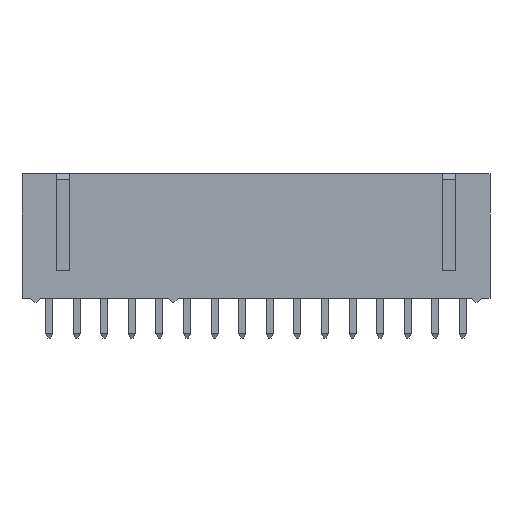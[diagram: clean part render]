
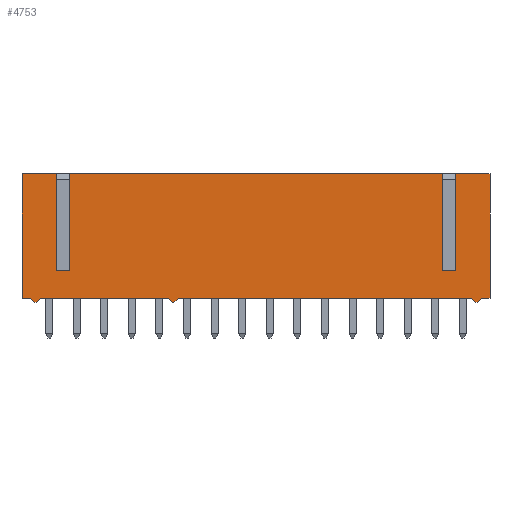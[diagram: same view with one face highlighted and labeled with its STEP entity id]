
A CAD part, front view. The second image highlights one B-rep face of the part: STEP entity #4753.
In plain terms, the highlighted planar face has unit normal (0, -1, 0).
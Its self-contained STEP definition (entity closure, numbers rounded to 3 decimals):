
#9=DIRECTION('',(1.,0.,0.));
#10=VECTOR('',#9,3.135);
#11=CARTESIAN_POINT('',(-21.55,-2.55,0.));
#12=LINE('',#11,#10);
#73=DIRECTION('',(1.,0.,0.));
#74=VECTOR('',#73,3.135);
#75=CARTESIAN_POINT('',(18.415,-2.55,0.));
#76=LINE('',#75,#74);
#121=DIRECTION('',(1.,0.,0.));
#122=VECTOR('',#121,34.29);
#123=CARTESIAN_POINT('',(-17.145,-2.55,0.));
#124=LINE('',#123,#122);
#233=DIRECTION('',(-0.707,0.,-0.707));
#234=VECTOR('',#233,0.537);
#235=CARTESIAN_POINT('',(-19.875,-2.55,-11.43));
#236=LINE('',#235,#234);
#237=DIRECTION('',(-1.,0.,0.));
#238=VECTOR('',#237,0.13);
#239=CARTESIAN_POINT('',(-20.255,-2.55,-11.81));
#240=LINE('',#239,#238);
#241=DIRECTION('',(-0.707,0.,0.707));
#242=VECTOR('',#241,0.537);
#243=CARTESIAN_POINT('',(-20.385,-2.55,-11.81));
#244=LINE('',#243,#242);
#245=DIRECTION('',(0.,0.,-1.));
#246=VECTOR('',#245,11.43);
#247=CARTESIAN_POINT('',(-21.55,-2.55,0.));
#248=LINE('',#247,#246);
#249=DIRECTION('',(0.,0.,-1.));
#250=VECTOR('',#249,8.89);
#251=CARTESIAN_POINT('',(-18.415,-2.55,0.));
#252=LINE('',#251,#250);
#253=DIRECTION('',(1.,0.,0.));
#254=VECTOR('',#253,1.27);
#255=CARTESIAN_POINT('',(-18.415,-2.55,-8.89));
#256=LINE('',#255,#254);
#257=DIRECTION('',(0.,0.,-1.));
#258=VECTOR('',#257,8.89);
#259=CARTESIAN_POINT('',(-17.145,-2.55,0.));
#260=LINE('',#259,#258);
#261=DIRECTION('',(0.,0.,-1.));
#262=VECTOR('',#261,8.89);
#263=CARTESIAN_POINT('',(17.145,-2.55,0.));
#264=LINE('',#263,#262);
#265=DIRECTION('',(1.,0.,0.));
#266=VECTOR('',#265,1.27);
#267=CARTESIAN_POINT('',(17.145,-2.55,-8.89));
#268=LINE('',#267,#266);
#269=DIRECTION('',(0.,0.,-1.));
#270=VECTOR('',#269,8.89);
#271=CARTESIAN_POINT('',(18.415,-2.55,0.));
#272=LINE('',#271,#270);
#273=DIRECTION('',(-0.707,0.,-0.707));
#274=VECTOR('',#273,0.537);
#275=CARTESIAN_POINT('',(20.765,-2.55,-11.43));
#276=LINE('',#275,#274);
#277=DIRECTION('',(-1.,0.,0.));
#278=VECTOR('',#277,0.13);
#279=CARTESIAN_POINT('',(20.385,-2.55,-11.81));
#280=LINE('',#279,#278);
#281=DIRECTION('',(-0.707,0.,0.707));
#282=VECTOR('',#281,0.537);
#283=CARTESIAN_POINT('',(20.255,-2.55,-11.81));
#284=LINE('',#283,#282);
#285=DIRECTION('',(-0.707,0.,-0.707));
#286=VECTOR('',#285,0.537);
#287=CARTESIAN_POINT('',(-7.175,-2.55,-11.43));
#288=LINE('',#287,#286);
#289=DIRECTION('',(-1.,0.,0.));
#290=VECTOR('',#289,0.13);
#291=CARTESIAN_POINT('',(-7.555,-2.55,-11.81));
#292=LINE('',#291,#290);
#293=DIRECTION('',(-0.707,0.,0.707));
#294=VECTOR('',#293,0.537);
#295=CARTESIAN_POINT('',(-7.685,-2.55,-11.81));
#296=LINE('',#295,#294);
#301=DIRECTION('',(1.,0.,0.));
#302=VECTOR('',#301,0.785);
#303=CARTESIAN_POINT('',(20.765,-2.55,-11.43));
#304=LINE('',#303,#302);
#333=DIRECTION('',(1.,0.,0.));
#334=VECTOR('',#333,27.05);
#335=CARTESIAN_POINT('',(-7.175,-2.55,-11.43));
#336=LINE('',#335,#334);
#349=DIRECTION('',(1.,0.,0.));
#350=VECTOR('',#349,11.81);
#351=CARTESIAN_POINT('',(-19.875,-2.55,-11.43));
#352=LINE('',#351,#350);
#389=DIRECTION('',(1.,0.,0.));
#390=VECTOR('',#389,0.785);
#391=CARTESIAN_POINT('',(-21.55,-2.55,-11.43));
#392=LINE('',#391,#390);
#777=DIRECTION('',(0.,0.,-1.));
#778=VECTOR('',#777,11.43);
#779=CARTESIAN_POINT('',(21.55,-2.55,0.));
#780=LINE('',#779,#778);
#3354=CARTESIAN_POINT('',(-21.55,-2.55,0.));
#3356=VERTEX_POINT('',#3354);
#3362=CARTESIAN_POINT('',(-21.55,-2.55,-11.43));
#3364=VERTEX_POINT('',#3362);
#3377=CARTESIAN_POINT('',(21.55,-2.55,0.));
#3379=VERTEX_POINT('',#3377);
#3393=CARTESIAN_POINT('',(21.55,-2.55,-11.43));
#3395=VERTEX_POINT('',#3393);
#3441=CARTESIAN_POINT('',(-18.415,-2.55,-8.89));
#3442=CARTESIAN_POINT('',(-17.145,-2.55,-8.89));
#3443=VERTEX_POINT('',#3441);
#3444=VERTEX_POINT('',#3442);
#3445=CARTESIAN_POINT('',(17.145,-2.55,-8.89));
#3446=CARTESIAN_POINT('',(18.415,-2.55,-8.89));
#3447=VERTEX_POINT('',#3445);
#3448=VERTEX_POINT('',#3446);
#3449=CARTESIAN_POINT('',(-18.415,-2.55,0.));
#3450=VERTEX_POINT('',#3449);
#3451=CARTESIAN_POINT('',(-17.145,-2.55,0.));
#3452=VERTEX_POINT('',#3451);
#3453=CARTESIAN_POINT('',(17.145,-2.55,0.));
#3454=VERTEX_POINT('',#3453);
#3455=CARTESIAN_POINT('',(18.415,-2.55,0.));
#3456=VERTEX_POINT('',#3455);
#3553=CARTESIAN_POINT('',(20.385,-2.55,-11.81));
#3554=CARTESIAN_POINT('',(20.255,-2.55,-11.81));
#3555=VERTEX_POINT('',#3553);
#3556=VERTEX_POINT('',#3554);
#3557=CARTESIAN_POINT('',(20.765,-2.55,-11.43));
#3559=VERTEX_POINT('',#3557);
#3561=CARTESIAN_POINT('',(19.875,-2.55,-11.43));
#3563=VERTEX_POINT('',#3561);
#3569=CARTESIAN_POINT('',(-7.555,-2.55,-11.81));
#3570=CARTESIAN_POINT('',(-7.685,-2.55,-11.81));
#3571=VERTEX_POINT('',#3569);
#3572=VERTEX_POINT('',#3570);
#3577=CARTESIAN_POINT('',(-7.175,-2.55,-11.43));
#3578=VERTEX_POINT('',#3577);
#3579=CARTESIAN_POINT('',(-8.065,-2.55,-11.43));
#3580=VERTEX_POINT('',#3579);
#3585=CARTESIAN_POINT('',(-20.255,-2.55,-11.81));
#3586=CARTESIAN_POINT('',(-20.385,-2.55,-11.81));
#3587=VERTEX_POINT('',#3585);
#3588=VERTEX_POINT('',#3586);
#3593=CARTESIAN_POINT('',(-19.875,-2.55,-11.43));
#3594=VERTEX_POINT('',#3593);
#3595=CARTESIAN_POINT('',(-20.765,-2.55,-11.43));
#3596=VERTEX_POINT('',#3595);
#4703=CARTESIAN_POINT('',(-21.55,-2.55,0.));
#4704=DIRECTION('',(0.,-1.,0.));
#4705=DIRECTION('',(1.,0.,0.));
#4706=AXIS2_PLACEMENT_3D('',#4703,#4704,#4705);
#4707=PLANE('',#4706);
#4709=ORIENTED_EDGE('',*,*,#4708,.F.);
#4711=ORIENTED_EDGE('',*,*,#4710,.T.);
#4713=ORIENTED_EDGE('',*,*,#4712,.T.);
#4715=ORIENTED_EDGE('',*,*,#4714,.T.);
#4717=ORIENTED_EDGE('',*,*,#4716,.F.);
#4719=ORIENTED_EDGE('',*,*,#4718,.F.);
#4720=ORIENTED_EDGE('',*,*,#4386,.T.);
#4721=ORIENTED_EDGE('',*,*,#4482,.T.);
#4723=ORIENTED_EDGE('',*,*,#4722,.T.);
#4725=ORIENTED_EDGE('',*,*,#4724,.F.);
#4726=ORIENTED_EDGE('',*,*,#4450,.T.);
#4728=ORIENTED_EDGE('',*,*,#4727,.T.);
#4730=ORIENTED_EDGE('',*,*,#4729,.T.);
#4731=ORIENTED_EDGE('',*,*,#4694,.F.);
#4732=ORIENTED_EDGE('',*,*,#4418,.T.);
#4734=ORIENTED_EDGE('',*,*,#4733,.T.);
#4736=ORIENTED_EDGE('',*,*,#4735,.F.);
#4738=ORIENTED_EDGE('',*,*,#4737,.T.);
#4740=ORIENTED_EDGE('',*,*,#4739,.T.);
#4742=ORIENTED_EDGE('',*,*,#4741,.T.);
#4744=ORIENTED_EDGE('',*,*,#4743,.F.);
#4746=ORIENTED_EDGE('',*,*,#4745,.T.);
#4748=ORIENTED_EDGE('',*,*,#4747,.T.);
#4750=ORIENTED_EDGE('',*,*,#4749,.T.);
#4751=EDGE_LOOP('',(#4709,#4711,#4713,#4715,#4717,#4719,#4720,#4721,#4723,#4725,
#4726,#4728,#4730,#4731,#4732,#4734,#4736,#4738,#4740,#4742,#4744,#4746,#4748,
#4750));
#4752=FACE_OUTER_BOUND('',#4751,.F.);
#4753=ADVANCED_FACE('',(#4752),#4707,.T.);
#4386=EDGE_CURVE('',#3356,#3450,#12,.T.);
#4418=EDGE_CURVE('',#3456,#3379,#76,.T.);
#4450=EDGE_CURVE('',#3452,#3454,#124,.T.);
#4482=EDGE_CURVE('',#3450,#3443,#252,.T.);
#4694=EDGE_CURVE('',#3456,#3448,#272,.T.);
#4708=EDGE_CURVE('',#3594,#3580,#352,.T.);
#4710=EDGE_CURVE('',#3594,#3587,#236,.T.);
#4712=EDGE_CURVE('',#3587,#3588,#240,.T.);
#4714=EDGE_CURVE('',#3588,#3596,#244,.T.);
#4716=EDGE_CURVE('',#3364,#3596,#392,.T.);
#4718=EDGE_CURVE('',#3356,#3364,#248,.T.);
#4722=EDGE_CURVE('',#3443,#3444,#256,.T.);
#4724=EDGE_CURVE('',#3452,#3444,#260,.T.);
#4727=EDGE_CURVE('',#3454,#3447,#264,.T.);
#4729=EDGE_CURVE('',#3447,#3448,#268,.T.);
#4733=EDGE_CURVE('',#3379,#3395,#780,.T.);
#4735=EDGE_CURVE('',#3559,#3395,#304,.T.);
#4737=EDGE_CURVE('',#3559,#3555,#276,.T.);
#4739=EDGE_CURVE('',#3555,#3556,#280,.T.);
#4741=EDGE_CURVE('',#3556,#3563,#284,.T.);
#4743=EDGE_CURVE('',#3578,#3563,#336,.T.);
#4745=EDGE_CURVE('',#3578,#3571,#288,.T.);
#4747=EDGE_CURVE('',#3571,#3572,#292,.T.);
#4749=EDGE_CURVE('',#3572,#3580,#296,.T.);
